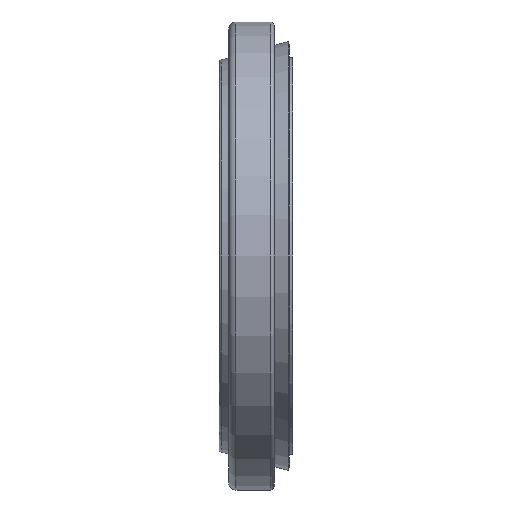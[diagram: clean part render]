
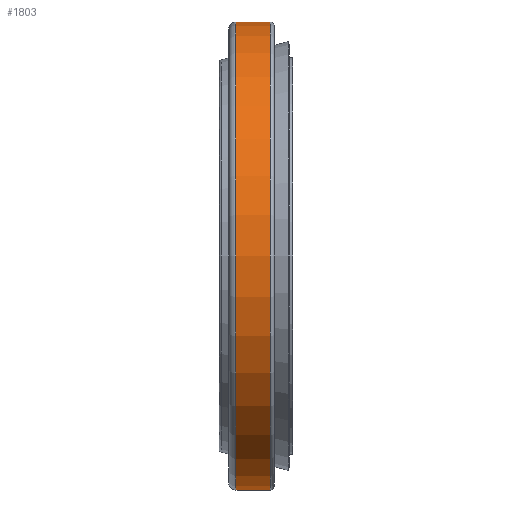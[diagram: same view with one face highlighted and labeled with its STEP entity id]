
A CAD part, front view. The second image highlights one B-rep face of the part: STEP entity #1803.
In plain terms, the highlighted cylindrical face has radius 49.212 mm (diameter 98.425 mm), a partial arc.
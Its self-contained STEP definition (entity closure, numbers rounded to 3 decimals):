
#1803=ADVANCED_FACE('',(#3569),#3570,.T.);
#3569=FACE_OUTER_BOUND('',#5363,.T.);
#3570=CYLINDRICAL_SURFACE('',#5364,49.213);
#5363=EDGE_LOOP('',(#10023,#10024,#10025,#10026));
#5364=AXIS2_PLACEMENT_3D('',#10027,#10028,#10029);
#10023=ORIENTED_EDGE('',*,*,#11175,.T.);
#10024=ORIENTED_EDGE('',*,*,#11855,.F.);
#10025=ORIENTED_EDGE('',*,*,#11177,.T.);
#10026=ORIENTED_EDGE('',*,*,#11853,.T.);
#10027=CARTESIAN_POINT('',(5.144,0.0,0.0));
#10028=DIRECTION('',(-1.0,0.0,0.0));
#10029=DIRECTION('',(0.0,0.,1.0));
#11175=EDGE_CURVE('',#13488,#13479,#13489,.T.);
#11177=EDGE_CURVE('',#13482,#13490,#13492,.T.);
#11853=EDGE_CURVE('',#13490,#13488,#14494,.T.);
#11855=EDGE_CURVE('',#13482,#13479,#14496,.T.);
#13479=VERTEX_POINT('',#16660);
#13482=VERTEX_POINT('',#16663);
#13488=VERTEX_POINT('',#16669);
#13489=LINE('',#16670,#16671);
#13490=VERTEX_POINT('',#16672);
#13492=LINE('',#16674,#16675);
#14494=CIRCLE('',#18127,49.213);
#14496=CIRCLE('',#18129,49.213);
#16660=CARTESIAN_POINT('',(1.524,0.,49.213));
#16663=CARTESIAN_POINT('',(1.524,0.,-49.213));
#16669=CARTESIAN_POINT('',(8.763,0.,49.213));
#16670=CARTESIAN_POINT('',(5.144,0.,49.213));
#16671=VECTOR('',#19308,1.0);
#16672=CARTESIAN_POINT('',(8.763,0.,-49.213));
#16674=CARTESIAN_POINT('',(5.144,0.,-49.213));
#16675=VECTOR('',#19312,1.0);
#18127=AXIS2_PLACEMENT_3D('',#19886,#19887,#19888);
#18129=AXIS2_PLACEMENT_3D('',#19889,#19890,#19891);
#19308=DIRECTION('',(-1.0,0.0,0.0));
#19312=DIRECTION('',(1.0,-0.0,-0.0));
#19886=CARTESIAN_POINT('',(8.763,0.0,0.0));
#19887=DIRECTION('',(-1.0,0.0,0.0));
#19888=DIRECTION('',(0.0,0.,1.0));
#19889=CARTESIAN_POINT('',(1.524,0.0,0.0));
#19890=DIRECTION('',(-1.0,0.0,0.0));
#19891=DIRECTION('',(0.0,0.,1.0));
